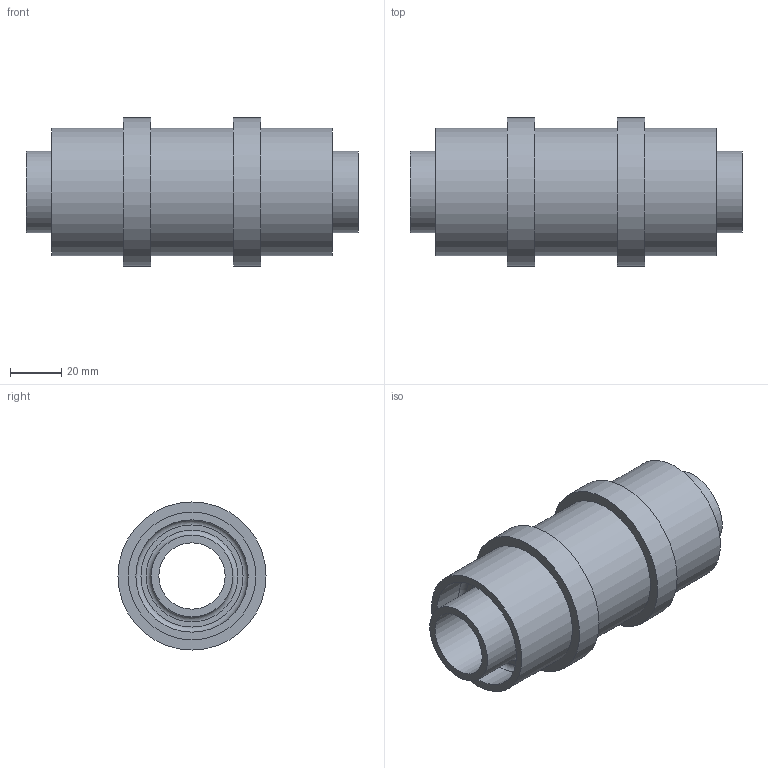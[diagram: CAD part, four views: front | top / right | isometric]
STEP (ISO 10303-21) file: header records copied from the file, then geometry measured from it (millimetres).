
FILE_DESCRIPTION( ( 'STEP AP214' ), '1' );
FILE_NAME( 'AGRU_70208503271_Poly-Flo Dog Bone_Restraint _ solid_PE 100-RC black_50_32 SDR17_11 (architecture400).stp', '2022-01-21T08:08:31', ( 'License CC BY-ND 4.0' ), ( 'CADENAS' ), ' ', 'PARTsolutions', ' ' );
FILE_SCHEMA( ( 'AUTOMOTIVE_DESIGN { 1 0 10303 214 1 1 1 1 }' ) );
Length unit declared in the file: millimetre
Products named in the file (1): _AGRU_70208503271_Poly-Flo Dog Bone_Restraint / solid_PE 100-RC black_50/32  SDR17/11 (architecture400)
Bounding box: 130 x 58 x 58 mm (x, y, z)
Volume: 157992.2 mm3; surface area: 42303.2 mm2
Topology: 1 solids, 1 shells, 24 faces, 38 edges, 24 vertices
Faces by surface type: cylinder 10, plane 10, torus 4
Full cylindrical faces by diameter (mm): 26 x1, 32 x2, 44 x2, 50 x3, 58 x2
Entity records: 696 total; most frequent: DIRECTION 98, CARTESIAN_POINT 73, AXIS2_PLACEMENT_3D 49, EDGE_LOOP 48, ORIENTED_EDGE 48, FACE_OUTER_BOUND 38, STYLED_ITEM 24, PRESENTATION_STYLE_ASSIGNMENT 24
